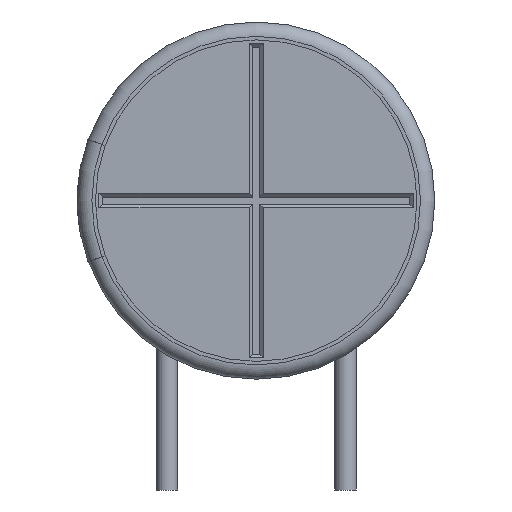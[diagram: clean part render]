
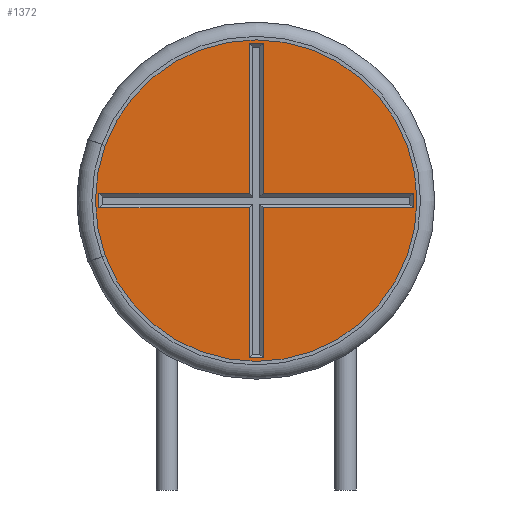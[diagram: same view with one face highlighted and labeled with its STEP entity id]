
A CAD part, left-side view. The second image highlights one B-rep face of the part: STEP entity #1372.
In plain terms, the highlighted planar face has unit normal (-1, 0, 0).
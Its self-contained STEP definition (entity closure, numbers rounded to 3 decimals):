
#48=FACE_BOUND('',#232,.T.);
#56=CIRCLE('',#1461,4.5);
#57=CIRCLE('',#1462,4.5);
#157=FACE_OUTER_BOUND('',#231,.T.);
#231=EDGE_LOOP('',(#904,#905));
#232=EDGE_LOOP('',(#906,#907,#908,#909,#910,#911,#912,#913,#914,#915,#916,
#917));
#312=LINE('',#2070,#418);
#315=LINE('',#2075,#421);
#317=LINE('',#2079,#423);
#319=LINE('',#2083,#425);
#321=LINE('',#2087,#427);
#323=LINE('',#2091,#429);
#325=LINE('',#2095,#431);
#327=LINE('',#2099,#433);
#329=LINE('',#2103,#435);
#331=LINE('',#2107,#437);
#333=LINE('',#2111,#439);
#335=LINE('',#2114,#441);
#418=VECTOR('',#1627,1.);
#421=VECTOR('',#1632,1.);
#423=VECTOR('',#1636,1.);
#425=VECTOR('',#1640,1.);
#427=VECTOR('',#1644,1.);
#429=VECTOR('',#1648,1.);
#431=VECTOR('',#1652,1.);
#433=VECTOR('',#1656,1.);
#435=VECTOR('',#1660,1.);
#437=VECTOR('',#1664,1.);
#439=VECTOR('',#1668,1.);
#441=VECTOR('',#1672,1.);
#524=VERTEX_POINT('',#2068);
#525=VERTEX_POINT('',#2069);
#526=VERTEX_POINT('',#2074);
#527=VERTEX_POINT('',#2078);
#528=VERTEX_POINT('',#2082);
#529=VERTEX_POINT('',#2086);
#530=VERTEX_POINT('',#2090);
#531=VERTEX_POINT('',#2094);
#532=VERTEX_POINT('',#2098);
#533=VERTEX_POINT('',#2102);
#534=VERTEX_POINT('',#2106);
#535=VERTEX_POINT('',#2110);
#536=VERTEX_POINT('',#2116);
#537=VERTEX_POINT('',#2117);
#658=EDGE_CURVE('',#524,#525,#312,.F.);
#661=EDGE_CURVE('',#526,#524,#315,.F.);
#663=EDGE_CURVE('',#527,#526,#317,.F.);
#665=EDGE_CURVE('',#528,#527,#319,.F.);
#667=EDGE_CURVE('',#529,#528,#321,.F.);
#669=EDGE_CURVE('',#530,#529,#323,.F.);
#671=EDGE_CURVE('',#531,#530,#325,.F.);
#673=EDGE_CURVE('',#532,#531,#327,.F.);
#675=EDGE_CURVE('',#533,#532,#329,.F.);
#677=EDGE_CURVE('',#534,#533,#331,.F.);
#679=EDGE_CURVE('',#535,#534,#333,.F.);
#681=EDGE_CURVE('',#525,#535,#335,.F.);
#682=EDGE_CURVE('',#536,#537,#56,.T.);
#683=EDGE_CURVE('',#537,#536,#57,.T.);
#904=ORIENTED_EDGE('',*,*,#682,.T.);
#905=ORIENTED_EDGE('',*,*,#683,.T.);
#906=ORIENTED_EDGE('',*,*,#681,.T.);
#907=ORIENTED_EDGE('',*,*,#679,.T.);
#908=ORIENTED_EDGE('',*,*,#677,.T.);
#909=ORIENTED_EDGE('',*,*,#675,.T.);
#910=ORIENTED_EDGE('',*,*,#673,.T.);
#911=ORIENTED_EDGE('',*,*,#671,.T.);
#912=ORIENTED_EDGE('',*,*,#669,.T.);
#913=ORIENTED_EDGE('',*,*,#667,.T.);
#914=ORIENTED_EDGE('',*,*,#665,.T.);
#915=ORIENTED_EDGE('',*,*,#663,.T.);
#916=ORIENTED_EDGE('',*,*,#661,.T.);
#917=ORIENTED_EDGE('',*,*,#658,.T.);
#1253=PLANE('',#1460);
#1372=ADVANCED_FACE('',(#157,#48),#1253,.T.);
#1460=AXIS2_PLACEMENT_3D('',#2115,#1673,#1674);
#1461=AXIS2_PLACEMENT_3D('',#2118,#1675,#1676);
#1462=AXIS2_PLACEMENT_3D('',#2119,#1677,#1678);
#1627=DIRECTION('',(0.,0.,1.));
#1632=DIRECTION('',(0.,1.,0.));
#1636=DIRECTION('',(0.,0.,-1.));
#1640=DIRECTION('',(0.,1.,0.));
#1644=DIRECTION('',(0.,0.,-1.));
#1648=DIRECTION('',(0.,-1.,0.));
#1652=DIRECTION('',(0.,0.,-1.));
#1656=DIRECTION('',(0.,-1.,0.));
#1660=DIRECTION('',(0.,0.,1.));
#1664=DIRECTION('',(0.,-1.,0.));
#1668=DIRECTION('',(0.,0.,1.));
#1672=DIRECTION('',(0.,1.,0.));
#1673=DIRECTION('center_axis',(-1.,0.,0.));
#1674=DIRECTION('ref_axis',(0.,0.,1.));
#1675=DIRECTION('center_axis',(-1.,0.,0.));
#1676=DIRECTION('ref_axis',(0.,0.,1.));
#1677=DIRECTION('center_axis',(-1.,0.,0.));
#1678=DIRECTION('ref_axis',(0.,0.,1.));
#2068=CARTESIAN_POINT('',(-26.7,-0.2,9.5));
#2069=CARTESIAN_POINT('',(-26.7,-0.2,5.3));
#2070=CARTESIAN_POINT('',(-26.7,-0.2,5.3));
#2074=CARTESIAN_POINT('',(-26.7,0.2,9.5));
#2075=CARTESIAN_POINT('',(-26.7,-0.2,9.5));
#2078=CARTESIAN_POINT('',(-26.7,0.2,5.3));
#2079=CARTESIAN_POINT('',(-26.7,0.2,9.5));
#2082=CARTESIAN_POINT('',(-26.7,4.4,5.3));
#2083=CARTESIAN_POINT('',(-26.7,0.2,5.3));
#2086=CARTESIAN_POINT('',(-26.7,4.4,4.9));
#2087=CARTESIAN_POINT('',(-26.7,4.4,5.3));
#2090=CARTESIAN_POINT('',(-26.7,0.2,4.9));
#2091=CARTESIAN_POINT('',(-26.7,4.4,4.9));
#2094=CARTESIAN_POINT('',(-26.7,0.2,0.7));
#2095=CARTESIAN_POINT('',(-26.7,0.2,4.9));
#2098=CARTESIAN_POINT('',(-26.7,-0.2,0.7));
#2099=CARTESIAN_POINT('',(-26.7,0.2,0.7));
#2102=CARTESIAN_POINT('',(-26.7,-0.2,4.9));
#2103=CARTESIAN_POINT('',(-26.7,-0.2,0.7));
#2106=CARTESIAN_POINT('',(-26.7,-4.4,4.9));
#2107=CARTESIAN_POINT('',(-26.7,-0.2,4.9));
#2110=CARTESIAN_POINT('',(-26.7,-4.4,5.3));
#2111=CARTESIAN_POINT('',(-26.7,-4.4,4.9));
#2114=CARTESIAN_POINT('',(-26.7,-4.4,5.3));
#2115=CARTESIAN_POINT('Origin',(-26.7,0.,0.));
#2116=CARTESIAN_POINT('',(-26.7,0.,9.6));
#2117=CARTESIAN_POINT('',(-26.7,0.,0.6));
#2118=CARTESIAN_POINT('Origin',(-26.7,0.,5.1));
#2119=CARTESIAN_POINT('Origin',(-26.7,0.,5.1));
